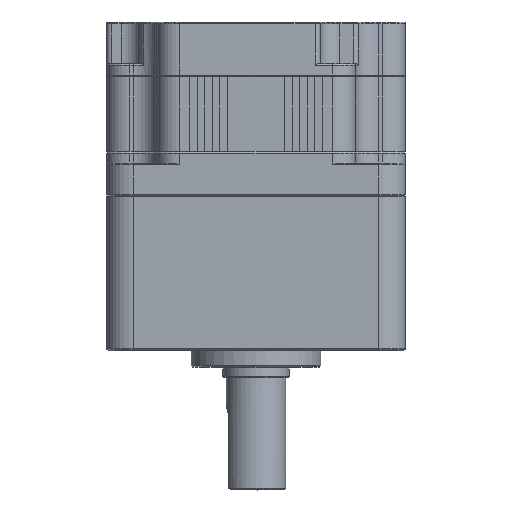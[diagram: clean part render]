
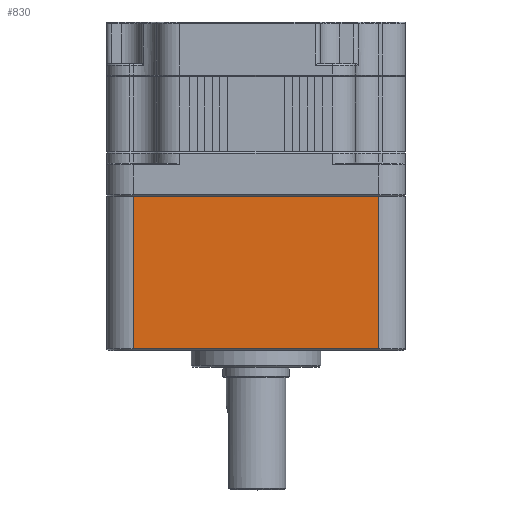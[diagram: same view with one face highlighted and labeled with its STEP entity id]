
A CAD part, top view. The second image highlights one B-rep face of the part: STEP entity #830.
In plain terms, the highlighted planar face has unit normal (0, 0, 1).
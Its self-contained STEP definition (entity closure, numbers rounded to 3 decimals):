
#830 = ADVANCED_FACE( '', ( #2032 ), #2033, .F. );
#2032 = FACE_OUTER_BOUND( '', #3728, .T. );
#2033 = PLANE( '', #3729 );
#3728 = EDGE_LOOP( '', ( #6373, #6374, #6375, #6376 ) );
#3729 = AXIS2_PLACEMENT_3D( '', #6377, #6378, #6379 );
#6373 = ORIENTED_EDGE( '', *, *, #10552, .T. );
#6374 = ORIENTED_EDGE( '', *, *, #10913, .T. );
#6375 = ORIENTED_EDGE( '', *, *, #10914, .T. );
#6376 = ORIENTED_EDGE( '', *, *, #10915, .T. );
#6377 = CARTESIAN_POINT( '', ( 45., -46.5, 45. ) );
#6378 = DIRECTION( '', ( 0., 0., -1. ) );
#6379 = DIRECTION( '', ( 0., -1., 0. ) );
#10552 = EDGE_CURVE( '', #12407, #12405, #12408, .T. );
#10913 = EDGE_CURVE( '', #12405, #13018, #13019, .T. );
#10914 = EDGE_CURVE( '', #13018, #13020, #13021, .T. );
#10915 = EDGE_CURVE( '', #13020, #12407, #13022, .T. );
#12405 = VERTEX_POINT( '', #15078 );
#12407 = VERTEX_POINT( '', #15080 );
#12408 = LINE( '', #15081, #15082 );
#13018 = VERTEX_POINT( '', #16083 );
#13019 = LINE( '', #16084, #16085 );
#13020 = VERTEX_POINT( '', #16086 );
#13021 = LINE( '', #16087, #16088 );
#13022 = LINE( '', #16089, #16090 );
#15078 = CARTESIAN_POINT( '', ( -37., -56.5, 45. ) );
#15080 = CARTESIAN_POINT( '', ( -37., -10.5, 45. ) );
#15081 = CARTESIAN_POINT( '', ( -37., -46.5, 45. ) );
#15082 = VECTOR( '', #19350, 1000. );
#16083 = CARTESIAN_POINT( '', ( 37., -56.5, 45. ) );
#16084 = CARTESIAN_POINT( '', ( 0., -56.5, 45. ) );
#16085 = VECTOR( '', #19778, 1000. );
#16086 = CARTESIAN_POINT( '', ( 37., -10.5, 45. ) );
#16087 = CARTESIAN_POINT( '', ( 37., -46.5, 45. ) );
#16088 = VECTOR( '', #19779, 1000. );
#16089 = CARTESIAN_POINT( '', ( 37., -10.5, 45. ) );
#16090 = VECTOR( '', #19780, 1000. );
#19350 = DIRECTION( '', ( 0., -1., 0. ) );
#19778 = DIRECTION( '', ( 1., 0., 0. ) );
#19779 = DIRECTION( '', ( 0., 1., 0. ) );
#19780 = DIRECTION( '', ( -1., 0., 0. ) );
